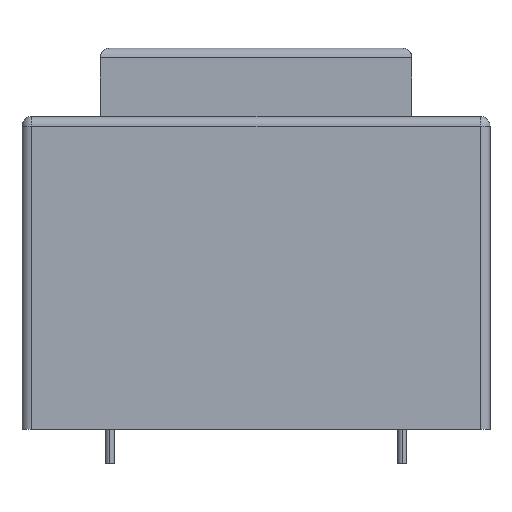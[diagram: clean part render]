
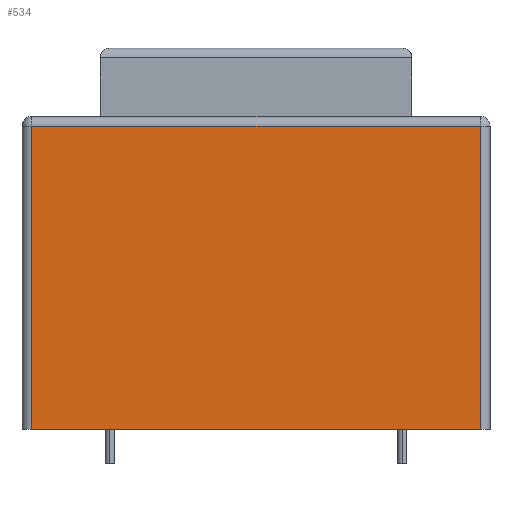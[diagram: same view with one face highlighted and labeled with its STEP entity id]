
A CAD part, left-side view. The second image highlights one B-rep face of the part: STEP entity #534.
In plain terms, the highlighted free-form (B-spline) face has degree [1, 1] with [2, 2] control points.
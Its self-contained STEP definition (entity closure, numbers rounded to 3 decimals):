
#177=CARTESIAN_POINT('',(-28.55,-23.,31.1));
#178=VERTEX_POINT('',#177);
#187=CARTESIAN_POINT('',(-28.55,23.0,31.1));
#188=VERTEX_POINT('',#187);
#196=CARTESIAN_POINT('',(-28.55,23.0,31.1));
#197=DIRECTION('',(0.0,-1.0,0.0));
#198=VECTOR('',#197,46.0);
#199=LINE('',#196,#198);
#200=EDGE_CURVE('',#188,#178,#199,.T.);
#353=CARTESIAN_POINT('',(-28.55,23.0,0.0));
#354=VERTEX_POINT('',#353);
#362=CARTESIAN_POINT('',(-28.55,23.0,0.0));
#363=DIRECTION('',(0.0,0.0,1.0));
#364=VECTOR('',#363,31.1);
#365=LINE('',#362,#364);
#366=EDGE_CURVE('',#354,#188,#365,.T.);
#499=CARTESIAN_POINT('',(-28.55,-23.,0.0));
#500=VERTEX_POINT('',#499);
#501=CARTESIAN_POINT('',(-28.55,-23.,31.1));
#502=DIRECTION('',(0.0,0.0,-1.0));
#503=VECTOR('',#502,31.1);
#504=LINE('',#501,#503);
#505=EDGE_CURVE('',#178,#500,#504,.T.);
#518=CARTESIAN_POINT('',(-28.55,-23.,31.1));
#519=CARTESIAN_POINT('',(-28.55,-23.,0.0));
#520=CARTESIAN_POINT('',(-28.55,23.,31.1));
#521=CARTESIAN_POINT('',(-28.55,23.,0.0));
#522=B_SPLINE_SURFACE_WITH_KNOTS('',1,1,((#518,#520),(#519,#521)),.UNSPECIFIED.,.F.,.F.,.U.,(2,2),(2,2),(0.0,31.1),(0.0,46.0),.UNSPECIFIED.);
#523=ORIENTED_EDGE('',*,*,#200,.F.);
#524=ORIENTED_EDGE('',*,*,#366,.F.);
#525=CARTESIAN_POINT('',(-28.55,23.0,0.0));
#526=DIRECTION('',(0.0,-1.0,0.0));
#527=VECTOR('',#526,46.0);
#528=LINE('',#525,#527);
#529=EDGE_CURVE('',#354,#500,#528,.T.);
#530=ORIENTED_EDGE('',*,*,#529,.T.);
#531=ORIENTED_EDGE('',*,*,#505,.F.);
#532=EDGE_LOOP('',(#523,#524,#530,#531));
#533=FACE_OUTER_BOUND('',#532,.T.);
#534=ADVANCED_FACE('',(#533),#522,.F.);
